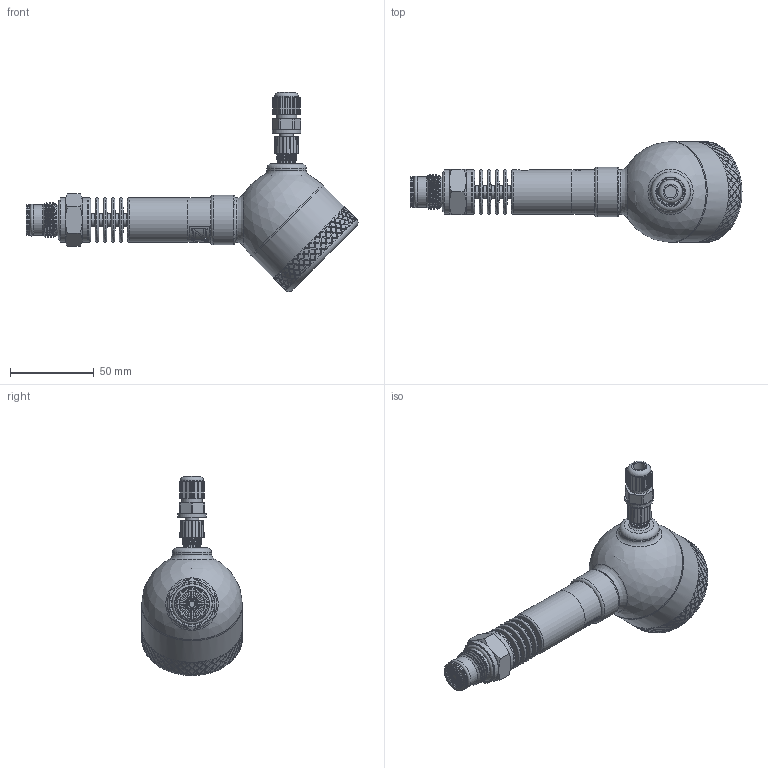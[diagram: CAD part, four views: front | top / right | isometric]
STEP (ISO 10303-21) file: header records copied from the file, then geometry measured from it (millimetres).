
FILE_DESCRIPTION(/* description */ (''),/* implementation_level */ '2;1');
FILE_NAME(/* name */ 'APZ3420mFH_G1''2DIN-solidflush_radiator_3_display.step',/* time_stamp */ '2021-07-07T16:33:17+03:00',/* author */ (''),/* organization */ (''),/* preprocessor_version */ 'ST-DEVELOPER v18.1',/* originating_system */ 'Autodesk Translation Framework v10.9.0.1377',/* authorisation */ '');
FILE_SCHEMA (('AUTOMOTIVE_DESIGN { 1 0 10303 214 3 1 1 }'));
Length unit declared in the file: millimetre
Products named in the file (9): АПЗ420М-полевойкорпус-
заполненный; Заполненный полевой 
корпус v13; Cover for display; Display; Main body; M12x1 adapter; M12x1 female straight v9; G1\2 flush diaphragm; shell radiator
Assembly tree (8 placements, depth 3):
  АПЗ420М-полевойкорпус-
заполненный
    Заполненный полевой 
корпус v13
      Cover for display
      Display
      Main body
      M12x1 adapter
      M12x1 female straight v9
    G1\2 flush diaphragm
    shell radiator
Bounding box: 197.88 x 60.1 x 118.64 mm (x, y, z)
Volume: 247227.4 mm3; surface area: 59621.3 mm2
Topology: 18 solids, 18 shells, 1829 faces, 4585 edges, 3009 vertices
Faces by surface type: bspline 988, plane 392, cylinder 337, torus 56, cone 55, sphere 1
Full cylindrical faces by diameter (mm): 1 x4, 2 x2, 4 x1, 5 x4, 7.183 x1, 7.3 x1, 7.5 x5, 8 x3, 9.3 x1, 10.293 x1, 10.5 x2, 10.741 x7, 11.884 x6, 12 x1, 14 x1, 15 x1, 17 x1, 17.4 x1, 18 x3, 18.4 x1, 18.631 x2, 19.7 x1, 21.6 x1, 21.767 x1, 22.4 x1, 23.6 x1, 24 x1, 24.5 x4, 26.5 x5, 29.5 x1
Entity records: 73744 total; most frequent: CARTESIAN_POINT 37335, ORIENTED_EDGE 9168, EDGE_CURVE 4584, DIRECTION 4277, VERTEX_POINT 3009, B_SPLINE_CURVE_WITH_KNOTS 2701, EDGE_LOOP 2085, FACE_OUTER_BOUND 1829
